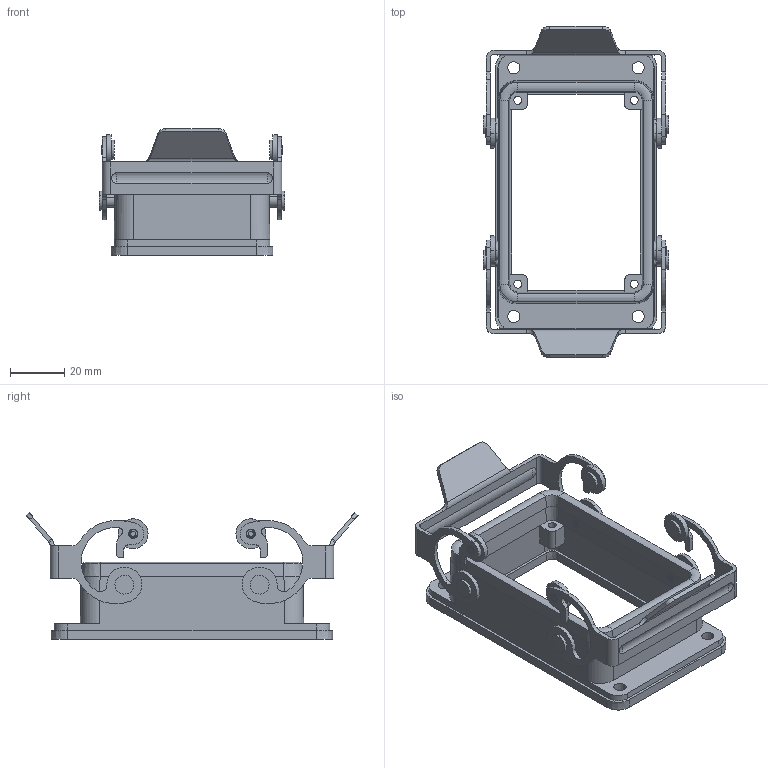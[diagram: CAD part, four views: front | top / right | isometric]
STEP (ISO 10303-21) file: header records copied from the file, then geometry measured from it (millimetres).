
FILE_DESCRIPTION(('Creo Elements/Direct Modeling STEP Export'),'2;1');
FILE_NAME('0ln7uvk5249437p7096','2020-04-08T18:16:25',(''),(''),'Creo Elements/Direct Modeling STEP processor for AP214 (Solid Model)','Creo Elements/Direct Modeling 20.1B 02-Apr-2019 (C) Parametric Technology GmbH','');
FILE_SCHEMA(('AUTOMOTIVE_DESIGN { 1 0 10303 214 1 1 1 1 }'));
Length unit declared in the file: millimetre
Products named in the file (6): Leva; Leva.1; CHIXW 50
Assembly tree (5 placements, depth 3):
  CHIXW 50
    CHIXW 50
    Leva.1
      Leva.1
    Leva
      Leva
Bounding box: 68.5 x 122.79 x 46.95 mm (x, y, z)
Volume: 45431.7 mm3; surface area: 33187.2 mm2
Topology: 3 solids, 7 shells, 437 faces, 1097 edges, 707 vertices
Faces by surface type: cylinder 218, plane 163, cone 24, extrusion 16, sphere 8, torus 4, bspline 4
Entity records: 15338 total; most frequent: CARTESIAN_POINT 3228, ORIENTED_EDGE 2178, DIRECTION 2060, EDGE_CURVE 1089, AXIS2_PLACEMENT_3D 767, VERTEX_POINT 707, VECTOR 526, EDGE_LOOP 512
